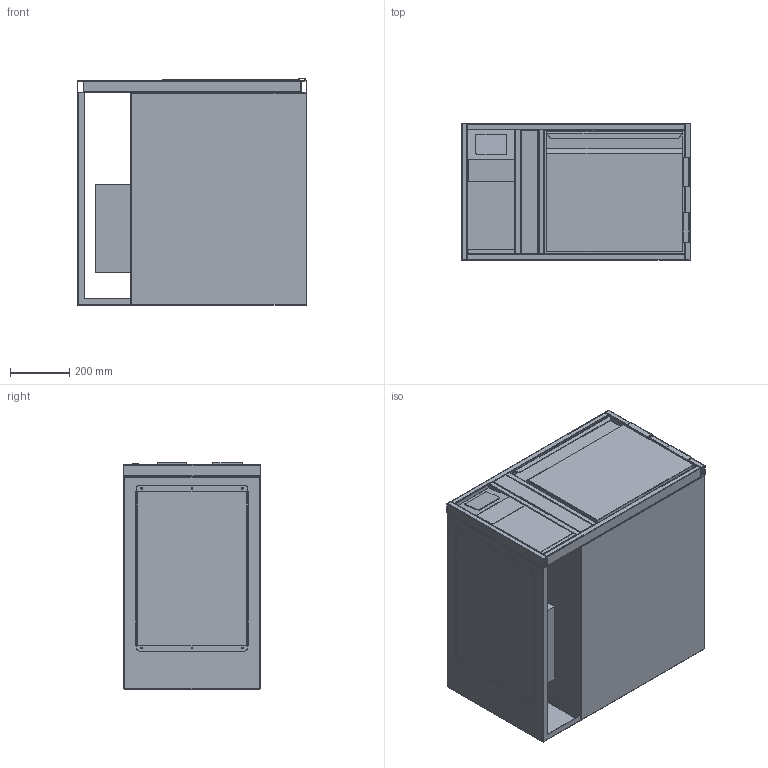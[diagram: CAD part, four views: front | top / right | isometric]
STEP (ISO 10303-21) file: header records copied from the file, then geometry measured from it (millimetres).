
FILE_DESCRIPTION (( 'STEP AP203' ), '1' );
FILE_NAME ('G-BKZ-1-46-L-1T.step', '2024-02-26T13:32:17', ( '' ), ( '' ), 'SwSTEP 2.0', 'SolidWorks 2023', '' );
FILE_SCHEMA (( 'CONFIG_CONTROL_DESIGN' ));
Length unit declared in the file: millimetre
Products named in the file (8): 18-06-35404_TUER-460-405-R; 20-03-43319_G-BK-Einbauelement-Tür-475-760-460-R; G-BKZ-1-46-L-1T; 20-03-43331_G-KT-Auflage-475-760-ohne-Rost; 24-02-55012_G-KT-Korpus-595-760-460-L; 21-01-47565_G-KT-FRR-460-775--595B-1SV60-180; 24-02-55011_G-KT-Fach-Z-L-180-760-460; 20-03-43318_G-KT-Rahmen-Tür-475-460
Assembly tree (9 placements, depth 3):
  G-BKZ-1-46-L-1T
    24-02-55012_G-KT-Korpus-595-760-460-L
    21-01-47565_G-KT-FRR-460-775--595B-1SV60-180
    24-02-55011_G-KT-Fach-Z-L-180-760-460
    20-03-43319_G-BK-Einbauelement-Tür-475-760-460-R
      20-03-43318_G-KT-Rahmen-Tür-475-460
      18-06-35404_TUER-460-405-R
      20-03-43331_G-KT-Auflage-475-760-ohne-Rost  x3
Bounding box: 776 x 460 x 767.5 mm (x, y, z)
Volume: 8470052.6 mm3; surface area: 7129882.9 mm2
Topology: 17 solids, 22 shells, 552 faces, 1343 edges, 822 vertices
Faces by surface type: plane 308, cylinder 199, sphere 22, torus 16, bspline 7
Entity records: 15277 total; most frequent: CARTESIAN_POINT 2756, DIRECTION 2470, ORIENTED_EDGE 2370, EDGE_CURVE 1187, AXIS2_PLACEMENT_3D 838, LINE 794, VECTOR 794, VERTEX_POINT 742
